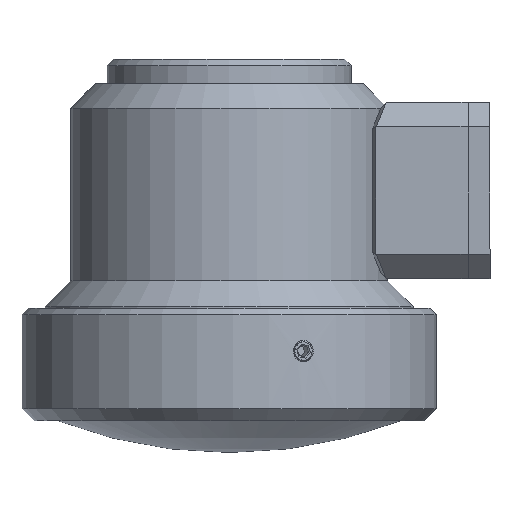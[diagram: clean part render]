
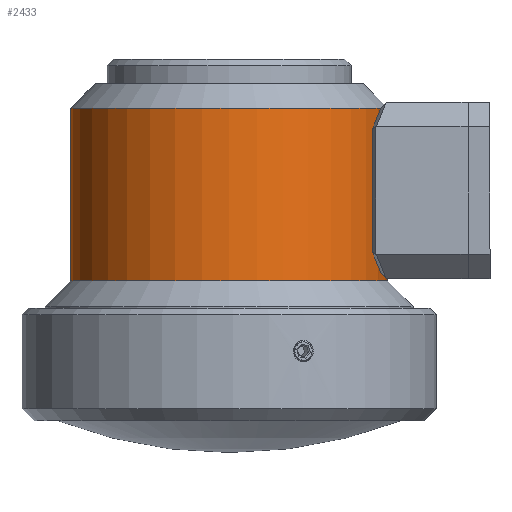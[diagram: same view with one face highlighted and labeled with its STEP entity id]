
A CAD part, left-side view. The second image highlights one B-rep face of the part: STEP entity #2433.
In plain terms, the highlighted cylindrical face has radius 13 mm (diameter 26 mm), a full revolution.
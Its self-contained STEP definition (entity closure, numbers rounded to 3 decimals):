
#376=B_SPLINE_CURVE_WITH_KNOTS('',3,(#3879,#3880,#3881,#3882,#3883,#3884,
#3885,#3886,#3887,#3888,#3889),.UNSPECIFIED.,.T.,.F.,(1,1,1,1,1,1,1,1,1,
1,1,1,1,1,1),(-0.003,-0.002,-0.001,
0.,0.001,0.002,0.003,0.004,
0.005,0.006,0.007,0.008,
0.009,0.01,0.011),
 .UNSPECIFIED.);
#377=B_SPLINE_CURVE_WITH_KNOTS('',3,(#3891,#3892,#3893,#3894,#3895,#3896,
#3897,#3898,#3899,#3900,#3901),.UNSPECIFIED.,.T.,.F.,(1,1,1,1,1,1,1,1,1,
1,1,1,1,1,1),(-0.003,-0.002,-0.001,
0.,0.001,0.002,0.003,0.004,
0.005,0.006,0.007,0.008,
0.009,0.01,0.011),
 .UNSPECIFIED.);
#442=CYLINDRICAL_SURFACE('',#2816,13.);
#512=ORIENTED_EDGE('',*,*,#1156,.T.);
#513=ORIENTED_EDGE('',*,*,#1157,.T.);
#514=ORIENTED_EDGE('',*,*,#1158,.T.);
#515=ORIENTED_EDGE('',*,*,#1154,.T.);
#1154=EDGE_CURVE('',#1477,#1477,#1705,.F.);
#1156=EDGE_CURVE('',#1479,#1479,#376,.T.);
#1157=EDGE_CURVE('',#1480,#1480,#377,.T.);
#1158=EDGE_CURVE('',#1481,#1481,#1707,.F.);
#1477=VERTEX_POINT('',#3874);
#1479=VERTEX_POINT('',#3890);
#1480=VERTEX_POINT('',#3902);
#1481=VERTEX_POINT('',#3904);
#1705=CIRCLE('',#2813,13.);
#1707=CIRCLE('',#2817,13.);
#1847=EDGE_LOOP('',(#512));
#1848=EDGE_LOOP('',(#513));
#1849=EDGE_LOOP('',(#514));
#1850=EDGE_LOOP('',(#515));
#2106=FACE_BOUND('',#1847,.T.);
#2107=FACE_BOUND('',#1848,.T.);
#2108=FACE_BOUND('',#1849,.T.);
#2109=FACE_BOUND('',#1850,.T.);
#2433=ADVANCED_FACE('',(#2106,#2107,#2108,#2109),#442,.T.);
#2813=AXIS2_PLACEMENT_3D('',#3873,#3134,#3135);
#2816=AXIS2_PLACEMENT_3D('',#3878,#3140,#3141);
#2817=AXIS2_PLACEMENT_3D('',#3903,#3142,#3143);
#3134=DIRECTION('',(0.,0.,-1.));
#3135=DIRECTION('',(-1.,0.,0.));
#3140=DIRECTION('',(0.,0.,-1.));
#3141=DIRECTION('',(-1.,0.,0.));
#3142=DIRECTION('',(0.,0.,1.));
#3143=DIRECTION('',(1.,0.,0.));
#3873=CARTESIAN_POINT('',(100.,-200.,10.525));
#3874=CARTESIAN_POINT('',(87.,-200.,10.525));
#3878=CARTESIAN_POINT('',(100.,-200.,-2.2));
#3879=CARTESIAN_POINT('',(87.058,-201.247,13.722));
#3880=CARTESIAN_POINT('',(86.995,-200.454,13.016));
#3881=CARTESIAN_POINT('',(87.002,-199.395,13.079));
#3882=CARTESIAN_POINT('',(87.066,-198.692,13.87));
#3883=CARTESIAN_POINT('',(87.058,-198.753,14.929));
#3884=CARTESIAN_POINT('',(86.995,-199.545,15.633));
#3885=CARTESIAN_POINT('',(87.002,-200.603,15.572));
#3886=CARTESIAN_POINT('',(87.066,-201.308,14.781));
#3887=CARTESIAN_POINT('',(87.058,-201.247,13.722));
#3888=CARTESIAN_POINT('',(86.995,-200.454,13.016));
#3889=CARTESIAN_POINT('',(87.002,-199.395,13.079));
#3890=CARTESIAN_POINT('',(87.006,-200.41,13.144));
#3891=CARTESIAN_POINT('',(87.058,-201.247,20.972));
#3892=CARTESIAN_POINT('',(86.995,-200.454,20.266));
#3893=CARTESIAN_POINT('',(87.002,-199.395,20.329));
#3894=CARTESIAN_POINT('',(87.066,-198.692,21.12));
#3895=CARTESIAN_POINT('',(87.058,-198.753,22.179));
#3896=CARTESIAN_POINT('',(86.995,-199.545,22.883));
#3897=CARTESIAN_POINT('',(87.002,-200.603,22.822));
#3898=CARTESIAN_POINT('',(87.066,-201.308,22.031));
#3899=CARTESIAN_POINT('',(87.058,-201.247,20.972));
#3900=CARTESIAN_POINT('',(86.995,-200.454,20.266));
#3901=CARTESIAN_POINT('',(87.002,-199.395,20.329));
#3902=CARTESIAN_POINT('',(87.006,-200.41,20.394));
#3903=CARTESIAN_POINT('',(100.,-200.,24.7));
#3904=CARTESIAN_POINT('',(113.,-200.,24.7));
